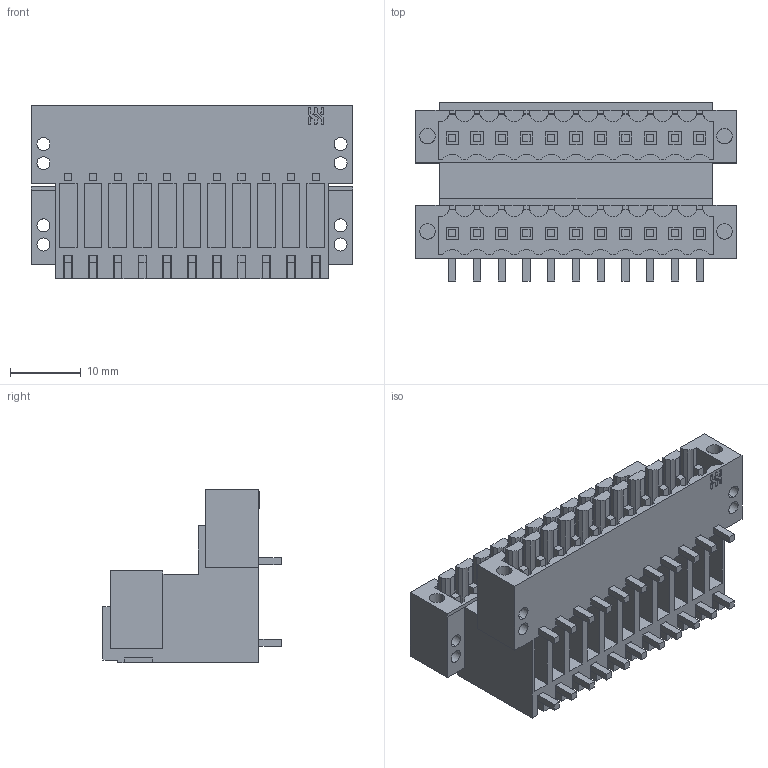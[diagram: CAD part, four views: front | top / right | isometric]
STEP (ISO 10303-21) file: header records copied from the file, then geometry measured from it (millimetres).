
FILE_DESCRIPTION(('CATIA V5 STEP Exchange','CAx-IF Rec.Pracs.--- Model Styling and Organization---1.2---2011-12-15'),'2;1');
FILE_NAME ('D1454347_0_1669660000_1669660000.stp','2016-10-07T09:39:26+00:00',('none'),('Weidmueller'),'CATIA Version 5-6 Release 2014','CATIA V5 STEP AP214','none');
FILE_SCHEMA(('AUTOMOTIVE_DESIGN { 1 0 10303 214 1 1 1 1 }'));
Length unit declared in the file: millimetre
Products named in the file (1): 1669660000_S
Bounding box: 45.4 x 25.2 x 24.55 mm (x, y, z)
Volume: 9759.3 mm3; surface area: 12414.1 mm2
Topology: 23 solids, 23 shells, 1247 faces, 3633 edges, 2462 vertices
Faces by surface type: plane 1048, cylinder 179, extrusion 20
Entity records: 39652 total; most frequent: CARTESIAN_POINT 8432, ORIENTED_EDGE 7226, DIRECTION 5093, EDGE_CURVE 3613, VECTOR 3230, LINE 3210, VERTEX_POINT 2452, EDGE_LOOP 1371
